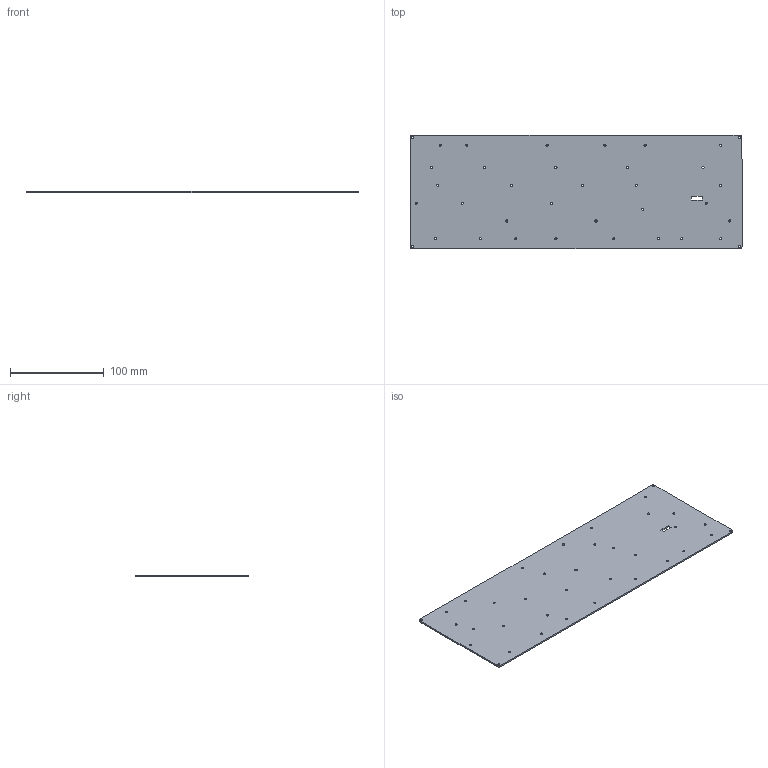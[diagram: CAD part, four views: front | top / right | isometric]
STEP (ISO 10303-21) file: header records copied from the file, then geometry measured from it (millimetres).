
FILE_DESCRIPTION(('KiCad electronic assembly'),'2;1');
FILE_NAME('backplate.step','2022-03-29T16:32:03',('Pcbnew'),('Kicad'), 'Open CASCADE STEP processor 7.5','KiCad to STEP converter','Unknown' );
FILE_SCHEMA(('AUTOMOTIVE_DESIGN { 1 0 10303 214 1 1 1 1 }'));
Length unit declared in the file: millimetre
Products named in the file (2): backplate 1; backplate PCB
Assembly tree (1 placements, depth 2):
  backplate 1
    backplate PCB
Bounding box: 354 x 121 x 1.6 mm (x, y, z)
Volume: 68210.5 mm3; surface area: 87244.8 mm2
Topology: 1 solids, 1 shells, 53 faces, 153 edges, 102 vertices
Faces by surface type: cylinder 40, plane 13
Full cylindrical faces by diameter (mm): 2.3 x36
Entity records: 4211 total; most frequent: CARTESIAN_POINT 1096, DIRECTION 569, ORIENTED_EDGE 306, PCURVE 306, DEFINITIONAL_REPRESENTATION 306, LINE 299, VECTOR 299, EDGE_CURVE 153
